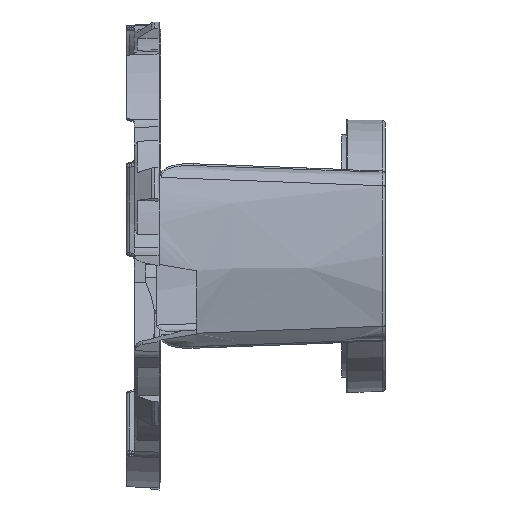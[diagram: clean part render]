
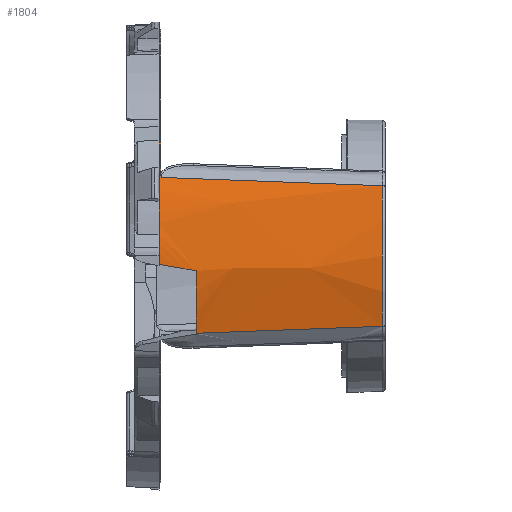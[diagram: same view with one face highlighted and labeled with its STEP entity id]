
A CAD part, left-side view. The second image highlights one B-rep face of the part: STEP entity #1804.
In plain terms, the highlighted conical face has half-angle 1.5 degrees and reference radius 22.738 mm.
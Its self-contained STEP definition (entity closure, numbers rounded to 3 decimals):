
#1804=ADVANCED_FACE('',(#3635),#3636,.T.);
#3635=FACE_OUTER_BOUND('',#10132,.T.);
#3636=CONICAL_SURFACE('',#10133,22.738,0.026);
#10132=EDGE_LOOP('',(#16203,#16204,#16205,#16206,#16207,#16208,#16209,#16210,#16211,#16212,#16213,#16214));
#10133=AXIS2_PLACEMENT_3D('',#16215,#16216,#16217);
#16203=ORIENTED_EDGE('',*,*,#16886,.T.);
#16204=ORIENTED_EDGE('',*,*,#18440,.T.);
#16205=ORIENTED_EDGE('',*,*,#17214,.T.);
#16206=ORIENTED_EDGE('',*,*,#17217,.T.);
#16207=ORIENTED_EDGE('',*,*,#17038,.T.);
#16208=ORIENTED_EDGE('',*,*,#17276,.T.);
#16209=ORIENTED_EDGE('',*,*,#17552,.T.);
#16210=ORIENTED_EDGE('',*,*,#17337,.T.);
#16211=ORIENTED_EDGE('',*,*,#18461,.T.);
#16212=ORIENTED_EDGE('',*,*,#17460,.F.);
#16213=ORIENTED_EDGE('',*,*,#17020,.T.);
#16214=ORIENTED_EDGE('',*,*,#18477,.F.);
#16215=CARTESIAN_POINT('',(0.,20.0,0.));
#16216=DIRECTION('',(0.,1.0,0.));
#16217=DIRECTION('',(0.58,0.,0.814));
#16886=EDGE_CURVE('',#19437,#19435,#19438,.T.);
#17020=EDGE_CURVE('',#19659,#19660,#19661,.T.);
#17038=EDGE_CURVE('',#19686,#19687,#19688,.T.);
#17214=EDGE_CURVE('',#19968,#19966,#19969,.T.);
#17217=EDGE_CURVE('',#19966,#19686,#19972,.T.);
#17276=EDGE_CURVE('',#19687,#19733,#20054,.T.);
#17337=EDGE_CURVE('',#20139,#20140,#20141,.T.);
#17460=EDGE_CURVE('',#19659,#19629,#20302,.T.);
#17552=EDGE_CURVE('',#19733,#20139,#20409,.T.);
#18440=EDGE_CURVE('',#19435,#19968,#21557,.T.);
#18461=EDGE_CURVE('',#20140,#19629,#21578,.T.);
#18477=EDGE_CURVE('',#19437,#19660,#21594,.T.);
#19435=VERTEX_POINT('',#23554);
#19437=VERTEX_POINT('',#23573);
#19438=B_SPLINE_CURVE_WITH_KNOTS('',3,(#23574,#23575,#23576,#23577,#23578,#23579,#23580,#23581,#23582,#23583),.UNSPECIFIED.,.F.,.F.,(4,3,3,4),(0.004,0.004,0.02,0.022),.UNSPECIFIED.);
#19629=VERTEX_POINT('',#24068);
#19659=VERTEX_POINT('',#24124);
#19660=VERTEX_POINT('',#24125);
#19661=ELLIPSE('',#24126,130.486,22.407);
#19686=VERTEX_POINT('',#24184);
#19687=VERTEX_POINT('',#24185);
#19688=CIRCLE('',#24186,22.734);
#19733=VERTEX_POINT('',#24312);
#19966=VERTEX_POINT('',#24846);
#19968=VERTEX_POINT('',#24866);
#19969=B_SPLINE_CURVE_WITH_KNOTS('',3,(#24867,#24868,#24869,#24870,#24871,#24872,#24873,#24874,#24875,#24876),.UNSPECIFIED.,.F.,.F.,(4,3,3,4),(0.,0.004,0.02,0.023),.UNSPECIFIED.);
#19972=B_SPLINE_CURVE_WITH_KNOTS('',3,(#24898,#24899,#24900,#24901,#24902,#24903,#24904),.UNSPECIFIED.,.F.,.F.,(4,1,1,1,4),(0.0,0.25,0.5,0.75,1.0),.UNSPECIFIED.);
#20054=LINE('',#25076,#25077);
#20139=VERTEX_POINT('',#25253);
#20140=VERTEX_POINT('',#25254);
#20141=CIRCLE('',#25255,22.738);
#20302=CIRCLE('',#25626,22.738);
#20409=CIRCLE('',#25895,22.738);
#21557=CIRCLE('',#27899,22.151);
#21578=CIRCLE('',#27921,22.738);
#21594=CIRCLE('',#27941,22.64);
#23554=CARTESIAN_POINT('',(-21.001,-2.408,-7.047));
#23573=CARTESIAN_POINT('',(-21.273,16.25,-7.746));
#23574=CARTESIAN_POINT('',(-21.273,16.25,-7.746));
#23575=CARTESIAN_POINT('',(-21.272,16.118,-7.742));
#23576=CARTESIAN_POINT('',(-21.27,15.986,-7.737));
#23577=CARTESIAN_POINT('',(-21.268,15.855,-7.732));
#23578=CARTESIAN_POINT('',(-21.192,10.525,-7.532));
#23579=CARTESIAN_POINT('',(-21.114,5.196,-7.332));
#23580=CARTESIAN_POINT('',(-21.035,-0.133,-7.132));
#23581=CARTESIAN_POINT('',(-21.023,-0.891,-7.104));
#23582=CARTESIAN_POINT('',(-21.012,-1.649,-7.075));
#23583=CARTESIAN_POINT('',(-21.001,-2.408,-7.047));
#24068=CARTESIAN_POINT('',(-22.635,20.0,2.166));
#24124=CARTESIAN_POINT('',(-22.723,20.0,-0.843));
#24125=CARTESIAN_POINT('',(-22.591,16.25,-1.491));
#24126=AXIS2_PLACEMENT_3D('',#28511,#28512,#28513);
#24184=CARTESIAN_POINT('',(-21.201,19.851,8.207));
#24185=CARTESIAN_POINT('',(-19.582,19.851,11.55));
#24186=AXIS2_PLACEMENT_3D('',#28526,#28527,#28528);
#24312=CARTESIAN_POINT('',(-19.585,20.0,11.552));
#24846=CARTESIAN_POINT('',(-21.324,19.789,7.879));
#24866=CARTESIAN_POINT('',(-21.001,-2.408,7.047));
#24867=CARTESIAN_POINT('',(-21.001,-2.408,7.047));
#24868=CARTESIAN_POINT('',(-21.019,-1.173,7.093));
#24869=CARTESIAN_POINT('',(-21.038,0.062,7.14));
#24870=CARTESIAN_POINT('',(-21.056,1.297,7.186));
#24871=CARTESIAN_POINT('',(-21.135,6.626,7.386));
#24872=CARTESIAN_POINT('',(-21.212,11.955,7.586));
#24873=CARTESIAN_POINT('',(-21.288,17.284,7.785));
#24874=CARTESIAN_POINT('',(-21.3,18.119,7.816));
#24875=CARTESIAN_POINT('',(-21.312,18.954,7.848));
#24876=CARTESIAN_POINT('',(-21.324,19.789,7.879));
#24898=CARTESIAN_POINT('',(-21.324,19.789,7.879));
#24899=CARTESIAN_POINT('',(-21.314,19.798,7.905));
#24900=CARTESIAN_POINT('',(-21.295,19.817,7.959));
#24901=CARTESIAN_POINT('',(-21.264,19.837,8.041));
#24902=CARTESIAN_POINT('',(-21.233,19.849,8.124));
#24903=CARTESIAN_POINT('',(-21.212,19.851,8.179));
#24904=CARTESIAN_POINT('',(-21.201,19.851,8.207));
#25076=CARTESIAN_POINT('',(-19.585,20.0,11.552));
#25077=VECTOR('',#28819,1.0);
#25253=CARTESIAN_POINT('',(-21.082,20.0,8.518));
#25254=CARTESIAN_POINT('',(-22.063,20.0,5.501));
#25255=AXIS2_PLACEMENT_3D('',#28883,#28884,#28885);
#25626=AXIS2_PLACEMENT_3D('',#29019,#29020,#29021);
#25895=AXIS2_PLACEMENT_3D('',#29110,#29111,#29112);
#27899=AXIS2_PLACEMENT_3D('',#29678,#29679,#29680);
#27921=AXIS2_PLACEMENT_3D('',#29694,#29695,#29696);
#27941=AXIS2_PLACEMENT_3D('',#29701,#29702,#29703);
#28511=CARTESIAN_POINT('',(-0.7,16.965,3.291));
#28512=DIRECTION('',(-0.205,-0.174,0.963));
#28513=DIRECTION('',(-0.036,0.985,0.17));
#28526=CARTESIAN_POINT('',(0.,19.851,0.));
#28527=DIRECTION('',(0.,1.0,0.));
#28528=DIRECTION('',(0.0,0.,-1.0));
#28819=DIRECTION('',(-0.023,1.,0.013));
#28883=CARTESIAN_POINT('',(0.,20.0,0.));
#28884=DIRECTION('',(0.,-1.0,0.));
#28885=DIRECTION('',(0.0,0.,-1.0));
#29019=CARTESIAN_POINT('',(0.,20.0,0.));
#29020=DIRECTION('',(-0.0,1.0,0.0));
#29021=DIRECTION('',(0.58,0.0,0.814));
#29110=CARTESIAN_POINT('',(0.,20.0,0.));
#29111=DIRECTION('',(0.,-1.0,0.));
#29112=DIRECTION('',(-0.309,0.,-0.951));
#29678=CARTESIAN_POINT('',(0.,-2.408,0.));
#29679=DIRECTION('',(0.0,1.0,0.));
#29680=DIRECTION('',(0.0,0.,1.0));
#29694=CARTESIAN_POINT('',(0.,20.,0.));
#29695=DIRECTION('',(0.0,-1.0,0.));
#29696=DIRECTION('',(0.0,0.,1.0));
#29701=CARTESIAN_POINT('',(0.,16.25,0.));
#29702=DIRECTION('',(0.,1.0,0.));
#29703=DIRECTION('',(-1.0,0.,0.0));
